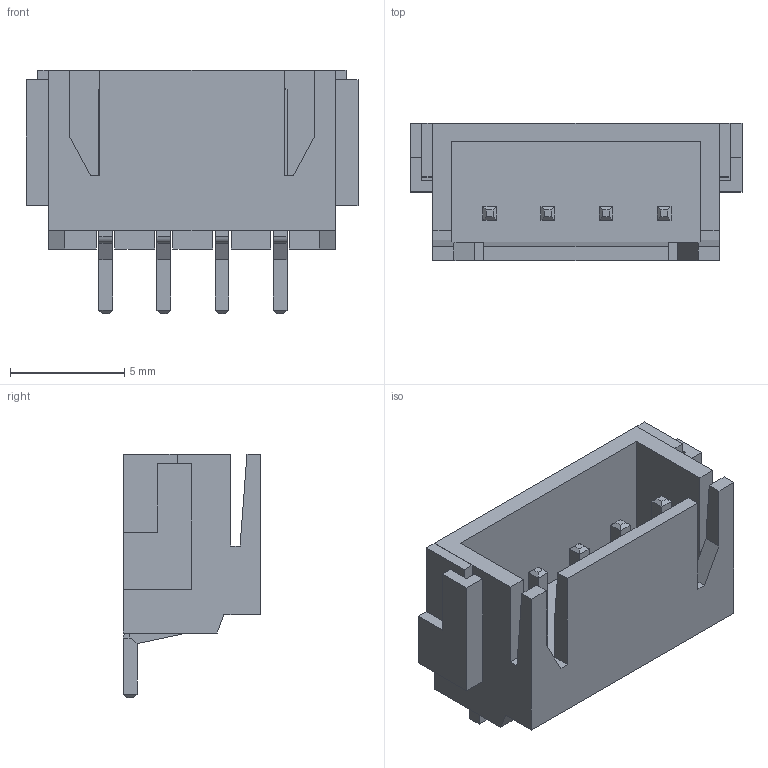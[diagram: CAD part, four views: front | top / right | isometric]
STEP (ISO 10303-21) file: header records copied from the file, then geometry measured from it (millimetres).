
FILE_DESCRIPTION(('FreeCAD Model'),'2;1');
FILE_NAME('JST_XH_S4B-XH-A_1x04_P2.54mm_SMD_Horizontal.step', '2020-10-20T13:03:48',('Author'),(''), 'Open CASCADE STEP processor 7.3','FreeCAD','Unknown');
FILE_SCHEMA(('CONFIG_CONTROL_DESIGN','SHAPE_APPEARANCE_LAYER_MIM'));
Length unit declared in the file: millimetre
Products named in the file (9): Body; Part; Body006; Body007; Part001; Body005; Body002; Body003; Body004
Assembly tree (6 placements, depth 2):
  Body
  Part
    Body006
    Body007
  Part001
    Body005
    Body002
    Body003
    Body004
Bounding box: 14.5 x 6 x 10.62 mm (x, y, z)
Volume: 331.7 mm3; surface area: 835.4 mm2
Topology: 7 solids, 7 shells, 202 faces, 468 edges, 280 vertices
Faces by surface type: plane 194, revolution 8
Entity records: 5871 total; most frequent: CARTESIAN_POINT 965, ORIENTED_EDGE 936, DIRECTION 902, EDGE_CURVE 468, LINE 460, VECTOR 460, VERTEX_POINT 280, AXIS2_PLACEMENT_3D 217
